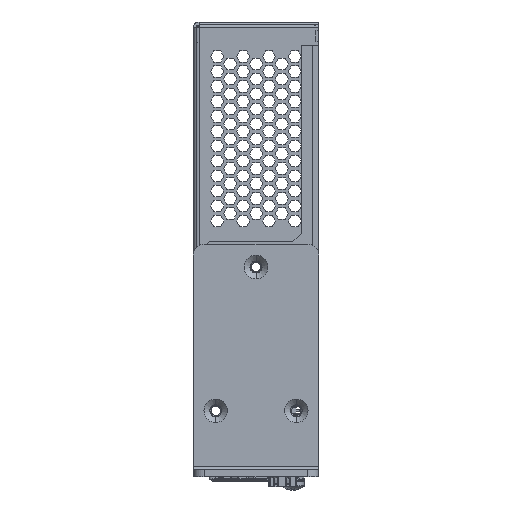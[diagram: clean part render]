
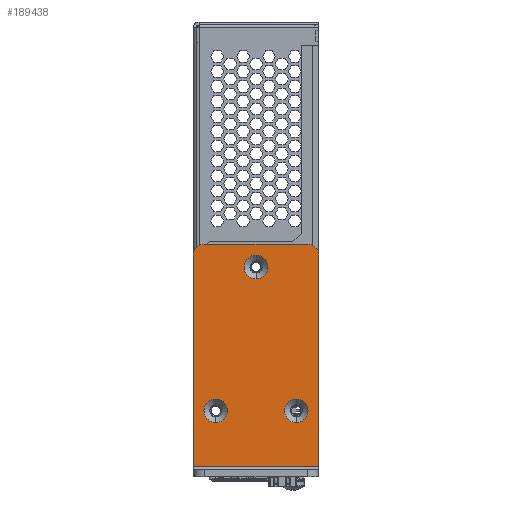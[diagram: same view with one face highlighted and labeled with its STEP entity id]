
A CAD part, left-side view. The second image highlights one B-rep face of the part: STEP entity #189438.
In plain terms, the highlighted face is planar.
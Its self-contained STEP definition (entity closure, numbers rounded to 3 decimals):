
#2596 = CARTESIAN_POINT ( 'NONE',  ( 2.5, 43.6, 0. ) ) ;
#4407 = VERTEX_POINT ( 'NONE', #173976 ) ;
#6668 = ORIENTED_EDGE ( 'NONE', *, *, #145280, .T. ) ;
#7497 = ORIENTED_EDGE ( 'NONE', *, *, #109234, .T. ) ;
#8372 = DIRECTION ( 'NONE',  ( -1., 0., 0. ) ) ;
#15077 = CARTESIAN_POINT ( 'NONE',  ( 2.5, 7.8, -27.1 ) ) ;
#17584 = DIRECTION ( 'NONE',  ( 0., 0., -1. ) ) ;
#18040 = VERTEX_POINT ( 'NONE', #39257 ) ;
#22397 = VERTEX_POINT ( 'NONE', #111524 ) ;
#22713 = CIRCLE ( 'NONE', #97874, 4.1 ) ;
#26738 = DIRECTION ( 'NONE',  ( 0., 0., 1. ) ) ;
#27600 = VERTEX_POINT ( 'NONE', #147360 ) ;
#28263 = DIRECTION ( 'NONE',  ( 0., 0., 1. ) ) ;
#28378 = CARTESIAN_POINT ( 'NONE',  ( 2.5, 35.8, -18.9 ) ) ;
#28796 = CARTESIAN_POINT ( 'NONE',  ( 2.5, 0., -3.5 ) ) ;
#30182 = VECTOR ( 'NONE', #17584, 1000. ) ;
#32808 = CIRCLE ( 'NONE', #49975, 4.1 ) ;
#35759 = DIRECTION ( 'NONE',  ( 0., 0., -1. ) ) ;
#36758 = VERTEX_POINT ( 'NONE', #93959 ) ;
#37455 = AXIS2_PLACEMENT_3D ( 'NONE', #209754, #194773, #63114 ) ;
#38394 = PLANE ( 'NONE',  #174516 ) ;
#39257 = CARTESIAN_POINT ( 'NONE',  ( 2.5, 43.6, -77. ) ) ;
#41603 = EDGE_CURVE ( 'NONE', #143153, #138086, #22713, .T. ) ;
#41606 = EDGE_CURVE ( 'NONE', #22397, #49840, #138630, .T. ) ;
#43609 = DIRECTION ( 'NONE',  ( -1., 0., 0. ) ) ;
#49840 = VERTEX_POINT ( 'NONE', #55830 ) ;
#49975 = AXIS2_PLACEMENT_3D ( 'NONE', #163912, #129656, #194980 ) ;
#53731 = CARTESIAN_POINT ( 'NONE',  ( 2.5, 21.8, -73. ) ) ;
#55010 = CIRCLE ( 'NONE', #92563, 4. ) ;
#55230 = ORIENTED_EDGE ( 'NONE', *, *, #104370, .T. ) ;
#55539 = FACE_BOUND ( 'NONE', #154079, .T. ) ;
#55830 = CARTESIAN_POINT ( 'NONE',  ( 2.5, 4., -81. ) ) ;
#56252 = DIRECTION ( 'NONE',  ( -1., 0., 0. ) ) ;
#58112 = EDGE_CURVE ( 'NONE', #99606, #18040, #151385, .T. ) ;
#58986 = AXIS2_PLACEMENT_3D ( 'NONE', #53731, #69788, #184336 ) ;
#60448 = CARTESIAN_POINT ( 'NONE',  ( 2.5, 43.6, -81. ) ) ;
#63114 = DIRECTION ( 'NONE',  ( 0., 0., 1. ) ) ;
#63908 = CARTESIAN_POINT ( 'NONE',  ( 2.5, 21.8, -73. ) ) ;
#67569 = VERTEX_POINT ( 'NONE', #15077 ) ;
#69474 = FACE_OUTER_BOUND ( 'NONE', #110423, .T. ) ;
#69788 = DIRECTION ( 'NONE',  ( -1., 0., 0. ) ) ;
#69877 = DIRECTION ( 'NONE',  ( 0., 0., 1. ) ) ;
#73347 = CARTESIAN_POINT ( 'NONE',  ( 2.5, 35.8, -23. ) ) ;
#74944 = VECTOR ( 'NONE', #35759, 1000. ) ;
#83762 = EDGE_CURVE ( 'NONE', #99606, #125359, #187724, .T. ) ;
#84638 = AXIS2_PLACEMENT_3D ( 'NONE', #108100, #173416, #26738 ) ;
#85003 = LINE ( 'NONE', #196386, #30182 ) ;
#86540 = CARTESIAN_POINT ( 'NONE',  ( 2.5, 4., -77. ) ) ;
#92563 = AXIS2_PLACEMENT_3D ( 'NONE', #86540, #185070, #170057 ) ;
#93959 = CARTESIAN_POINT ( 'NONE',  ( 2.5, 0., -77. ) ) ;
#94938 = DIRECTION ( 'NONE',  ( 0., 0., 1. ) ) ;
#96151 = EDGE_LOOP ( 'NONE', ( #111564, #151939 ) ) ;
#97874 = AXIS2_PLACEMENT_3D ( 'NONE', #73347, #56252, #28263 ) ;
#99606 = VERTEX_POINT ( 'NONE', #183765 ) ;
#102648 = CARTESIAN_POINT ( 'NONE',  ( 2.5, 43.6, 0. ) ) ;
#102877 = CARTESIAN_POINT ( 'NONE',  ( 2.5, 35.8, -27.1 ) ) ;
#104370 = EDGE_CURVE ( 'NONE', #138086, #143153, #32808, .T. ) ;
#105019 = ORIENTED_EDGE ( 'NONE', *, *, #83762, .T. ) ;
#105138 = CARTESIAN_POINT ( 'NONE',  ( 2.5, 7.8, -23. ) ) ;
#105926 = EDGE_CURVE ( 'NONE', #67569, #4407, #108469, .T. ) ;
#106193 = DIRECTION ( 'NONE',  ( -1., 0., 0. ) ) ;
#107186 = VERTEX_POINT ( 'NONE', #164443 ) ;
#108100 = CARTESIAN_POINT ( 'NONE',  ( 2.5, 7.8, -23. ) ) ;
#108469 = CIRCLE ( 'NONE', #84638, 4.1 ) ;
#109234 = EDGE_CURVE ( 'NONE', #36758, #49840, #55010, .T. ) ;
#110423 = EDGE_LOOP ( 'NONE', ( #173488, #7497, #134222, #202095, #160076, #105019 ) ) ;
#111524 = CARTESIAN_POINT ( 'NONE',  ( 2.5, 39.6, -81. ) ) ;
#111564 = ORIENTED_EDGE ( 'NONE', *, *, #105926, .T. ) ;
#112845 = AXIS2_PLACEMENT_3D ( 'NONE', #63908, #43609, #94938 ) ;
#116226 = CIRCLE ( 'NONE', #112845, 4.1 ) ;
#123894 = CIRCLE ( 'NONE', #58986, 4.1 ) ;
#125359 = VERTEX_POINT ( 'NONE', #28796 ) ;
#126659 = VECTOR ( 'NONE', #189826, 1000. ) ;
#129656 = DIRECTION ( 'NONE',  ( -1., 0., 0. ) ) ;
#129727 = CIRCLE ( 'NONE', #37455, 4. ) ;
#130153 = EDGE_LOOP ( 'NONE', ( #55230, #159604 ) ) ;
#134222 = ORIENTED_EDGE ( 'NONE', *, *, #41606, .F. ) ;
#138086 = VERTEX_POINT ( 'NONE', #102877 ) ;
#138630 = LINE ( 'NONE', #60448, #152635 ) ;
#138961 = FACE_BOUND ( 'NONE', #96151, .T. ) ;
#142080 = EDGE_CURVE ( 'NONE', #125359, #36758, #85003, .T. ) ;
#143153 = VERTEX_POINT ( 'NONE', #28378 ) ;
#145280 = EDGE_CURVE ( 'NONE', #107186, #27600, #116226, .T. ) ;
#147360 = CARTESIAN_POINT ( 'NONE',  ( 2.5, 21.8, -68.9 ) ) ;
#151385 = LINE ( 'NONE', #2596, #74944 ) ;
#151897 = FACE_BOUND ( 'NONE', #130153, .T. ) ;
#151939 = ORIENTED_EDGE ( 'NONE', *, *, #162891, .T. ) ;
#152635 = VECTOR ( 'NONE', #202897, 1000. ) ;
#154079 = EDGE_LOOP ( 'NONE', ( #6668, #190779 ) ) ;
#159604 = ORIENTED_EDGE ( 'NONE', *, *, #41603, .T. ) ;
#160076 = ORIENTED_EDGE ( 'NONE', *, *, #58112, .F. ) ;
#162891 = EDGE_CURVE ( 'NONE', #4407, #67569, #211736, .T. ) ;
#163912 = CARTESIAN_POINT ( 'NONE',  ( 2.5, 35.8, -23. ) ) ;
#164443 = CARTESIAN_POINT ( 'NONE',  ( 2.5, 21.8, -77.1 ) ) ;
#170057 = DIRECTION ( 'NONE',  ( 0., 0., 1. ) ) ;
#173416 = DIRECTION ( 'NONE',  ( -1., 0., 0. ) ) ;
#173488 = ORIENTED_EDGE ( 'NONE', *, *, #142080, .T. ) ;
#173976 = CARTESIAN_POINT ( 'NONE',  ( 2.5, 7.8, -18.9 ) ) ;
#174516 = AXIS2_PLACEMENT_3D ( 'NONE', #102648, #8372, #184024 ) ;
#177391 = EDGE_CURVE ( 'NONE', #22397, #18040, #129727, .T. ) ;
#180881 = EDGE_CURVE ( 'NONE', #27600, #107186, #123894, .T. ) ;
#183765 = CARTESIAN_POINT ( 'NONE',  ( 2.5, 43.6, -3.5 ) ) ;
#184024 = DIRECTION ( 'NONE',  ( 0., 0., 1. ) ) ;
#184336 = DIRECTION ( 'NONE',  ( 0., 0., 1. ) ) ;
#184401 = AXIS2_PLACEMENT_3D ( 'NONE', #105138, #106193, #69877 ) ;
#185070 = DIRECTION ( 'NONE',  ( 1., 0., 0. ) ) ;
#187724 = LINE ( 'NONE', #203784, #126659 ) ;
#189438 = ADVANCED_FACE ( 'NONE', ( #55539, #138961, #151897, #69474 ), #38394, .F. ) ;
#189826 = DIRECTION ( 'NONE',  ( 0., -1., 0. ) ) ;
#190779 = ORIENTED_EDGE ( 'NONE', *, *, #180881, .T. ) ;
#194773 = DIRECTION ( 'NONE',  ( 1., 0., 0. ) ) ;
#194980 = DIRECTION ( 'NONE',  ( 0., 0., 1. ) ) ;
#196386 = CARTESIAN_POINT ( 'NONE',  ( 2.5, 0., 0. ) ) ;
#202095 = ORIENTED_EDGE ( 'NONE', *, *, #177391, .T. ) ;
#202897 = DIRECTION ( 'NONE',  ( 0., -1., 0. ) ) ;
#203784 = CARTESIAN_POINT ( 'NONE',  ( 2.5, 43.6, -3.5 ) ) ;
#209754 = CARTESIAN_POINT ( 'NONE',  ( 2.5, 39.6, -77. ) ) ;
#211736 = CIRCLE ( 'NONE', #184401, 4.1 ) ;
